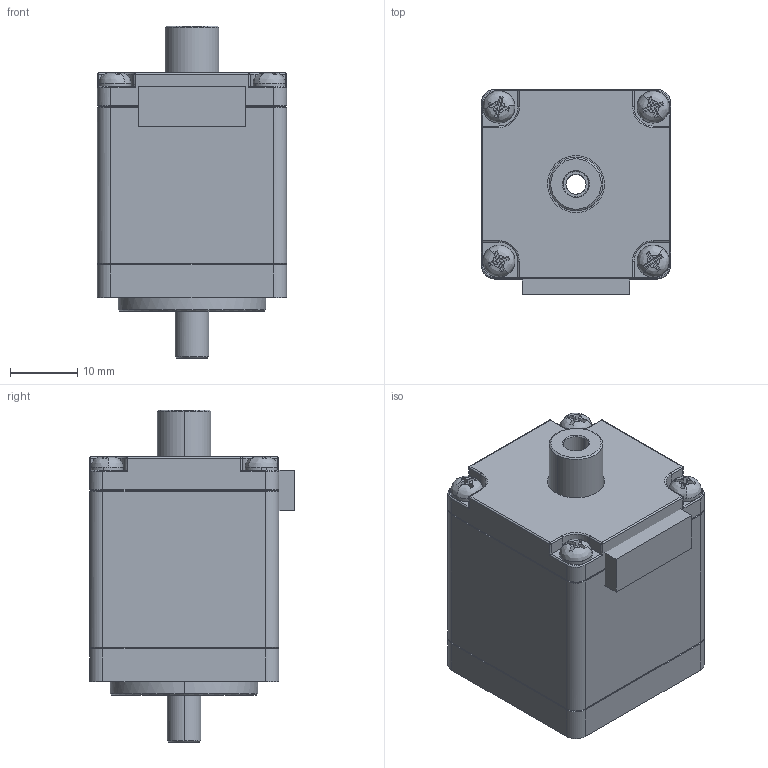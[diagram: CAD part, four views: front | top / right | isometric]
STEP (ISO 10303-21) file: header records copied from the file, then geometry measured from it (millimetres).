
FILE_DESCRIPTION(/* description */ (''),/* implementation_level */ '2;1');
FILE_NAME(/* name */ 'NEMA11~1',/* time_stamp */ '2017-09-03T12:10:48+02:00',/* author */ (''),/* organization */ (''),/* preprocessor_version */ 'ST-DEVELOPER v14',/* originating_system */ '',/* authorisation */ '');
FILE_SCHEMA (('AUTOMOTIVE_DESIGN'));
Length unit declared in the file: millimetre
Products named in the file (1): Document
Bounding box: 28.2 x 30.55 x 49.5 mm (x, y, z)
Volume: 18826.1 mm3; surface area: 10476.1 mm2
Topology: 2 solids, 47 shells, 263 faces, 725 edges, 501 vertices
Faces by surface type: plane 135, bspline 128
Entity records: 9685 total; most frequent: CARTESIAN_POINT 4994, ORIENTED_EDGE 1238, EDGE_CURVE 717, VERTEX_POINT 501, B_SPLINE_CURVE_WITH_KNOTS 458, EDGE_LOOP 280, ADVANCED_FACE 263, FACE_OUTER_BOUND 263
